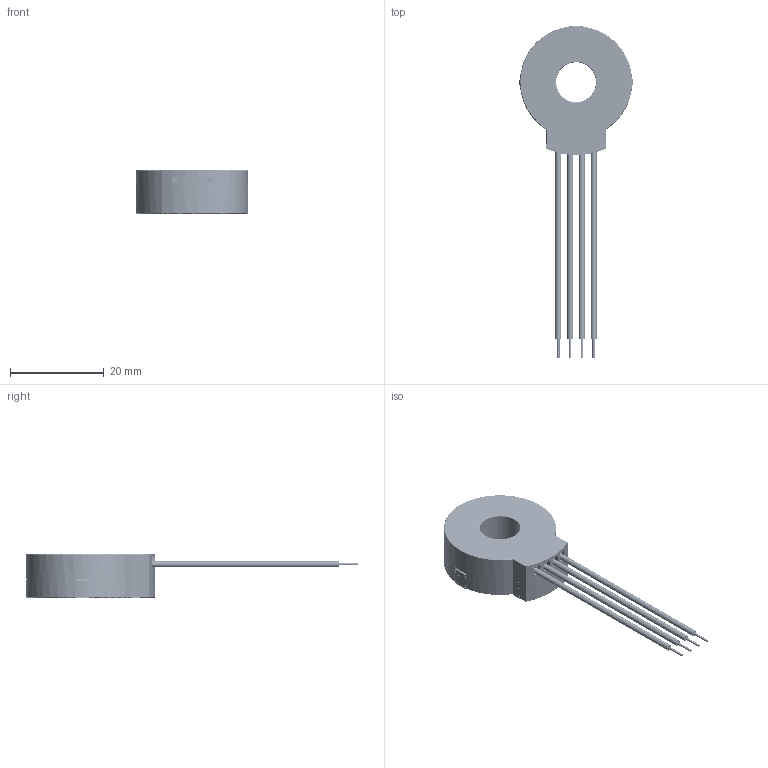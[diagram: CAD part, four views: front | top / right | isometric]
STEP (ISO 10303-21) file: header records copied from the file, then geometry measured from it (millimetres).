
FILE_DESCRIPTION (( 'STEP AP203' ), '1' );
FILE_NAME ('CR8410-1K4W.STEP', '2023-04-13T12:47:03', ( '' ), ( '' ), 'SwSTEP 2.0', 'SolidWorks 2022', '' );
FILE_SCHEMA (( 'CONFIG_CONTROL_DESIGN' ));
Length unit declared in the file: inch
Products named in the file (13): Case-Core; Core RTV; CR8410-1K4W; Housing-Cover; Mag Wire; Housing-Core_CRZ8410-1K4W Cover; Silicone; Leads-Blue_Blue; Core; Cover-Core; Core Assembly_WITH MAG WIRE; Leads-Yellow_Blue; Sheild
Assembly tree (197 placements, depth 3):
  CR8410-1K4W
    Housing-Core_CRZ8410-1K4W Cover
    Sheild  x2
    Core Assembly_WITH MAG WIRE
      Case-Core
      Core
      Core RTV  x4
      Cover-Core
      Mag Wire  x180
    Silicone
    Housing-Cover
    Leads-Yellow_Blue  x2
    Leads-Blue_Blue  x2
Bounding box: 24.09 x 70.69 x 9.33 mm (x, y, z)
Volume: 5373.1 mm3; surface area: 12376 mm2
Topology: 197 solids, 197 shells, 4192 faces, 9076 edges, 5323 vertices
Faces by surface type: cylinder 1921, torus 1460, plane 754, bspline 49, cone 8
Entity records: 27713 total; most frequent: CARTESIAN_POINT 6643, DIRECTION 3122, ORIENTED_EDGE 2948, EDGE_CURVE 1474, VECTOR 1046, LINE 1046, AXIS2_PLACEMENT_3D 1038, VERTEX_POINT 971
